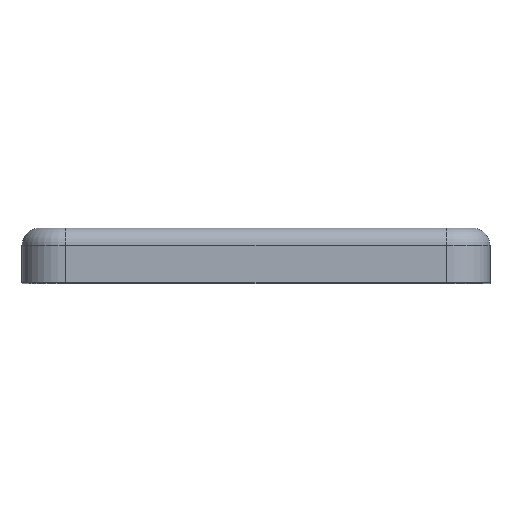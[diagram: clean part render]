
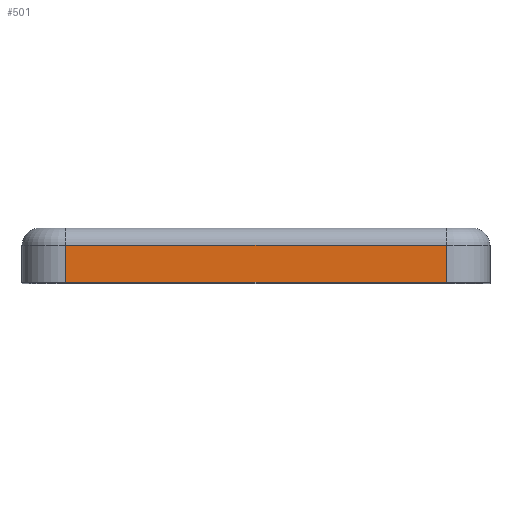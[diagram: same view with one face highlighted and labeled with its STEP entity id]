
A CAD part, top view. The second image highlights one B-rep face of the part: STEP entity #501.
In plain terms, the highlighted planar face has unit normal (0, 0, 1).
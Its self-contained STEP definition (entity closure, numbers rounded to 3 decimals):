
#13 = DIRECTION ( 'NONE',  ( 0., 0., 1. ) ) ;
#63 = VECTOR ( 'NONE', #542, 1000. ) ;
#156 = VERTEX_POINT ( 'NONE', #2042 ) ;
#270 = ORIENTED_EDGE ( 'NONE', *, *, #1014, .T. ) ;
#403 = VERTEX_POINT ( 'NONE', #816 ) ;
#446 = AXIS2_PLACEMENT_3D ( 'NONE', #455, #13, #1556 ) ;
#455 = CARTESIAN_POINT ( 'NONE',  ( -8.75, 0., 20.45 ) ) ;
#501 = ADVANCED_FACE ( 'NONE', ( #1504 ), #2409, .T. ) ;
#515 = ORIENTED_EDGE ( 'NONE', *, *, #2020, .F. ) ;
#520 = ORIENTED_EDGE ( 'NONE', *, *, #1927, .T. ) ;
#529 = CARTESIAN_POINT ( 'NONE',  ( -8.75, -2.5, 20.45 ) ) ;
#542 = DIRECTION ( 'NONE',  ( 0., -1., 0. ) ) ;
#546 = VECTOR ( 'NONE', #1659, 1000. ) ;
#616 = LINE ( 'NONE', #2278, #63 ) ;
#808 = VECTOR ( 'NONE', #2506, 1000. ) ;
#816 = CARTESIAN_POINT ( 'NONE',  ( -8.75, -0.8, 20.45 ) ) ;
#934 = VERTEX_POINT ( 'NONE', #1192 ) ;
#1014 = EDGE_CURVE ( 'NONE', #403, #2788, #616, .T. ) ;
#1026 = CARTESIAN_POINT ( 'NONE',  ( -8.75, -0.8, 20.45 ) ) ;
#1167 = CARTESIAN_POINT ( 'NONE',  ( -8.75, -2.5, 20.45 ) ) ;
#1192 = CARTESIAN_POINT ( 'NONE',  ( 8.75, -0.8, 20.45 ) ) ;
#1504 = FACE_OUTER_BOUND ( 'NONE', #2744, .T. ) ;
#1556 = DIRECTION ( 'NONE',  ( 1., 0., 0. ) ) ;
#1601 = LINE ( 'NONE', #2741, #808 ) ;
#1613 = VECTOR ( 'NONE', #2273, 1000. ) ;
#1659 = DIRECTION ( 'NONE',  ( 1., 0., 0. ) ) ;
#1927 = EDGE_CURVE ( 'NONE', #2788, #156, #2121, .T. ) ;
#2020 = EDGE_CURVE ( 'NONE', #403, #934, #2380, .T. ) ;
#2042 = CARTESIAN_POINT ( 'NONE',  ( 8.75, -2.5, 20.45 ) ) ;
#2121 = LINE ( 'NONE', #529, #1613 ) ;
#2273 = DIRECTION ( 'NONE',  ( 1., 0., 0. ) ) ;
#2278 = CARTESIAN_POINT ( 'NONE',  ( -8.75, 0., 20.45 ) ) ;
#2289 = EDGE_CURVE ( 'NONE', #934, #156, #1601, .T. ) ;
#2380 = LINE ( 'NONE', #1026, #546 ) ;
#2409 = PLANE ( 'NONE',  #446 ) ;
#2506 = DIRECTION ( 'NONE',  ( 0., -1., 0. ) ) ;
#2633 = ORIENTED_EDGE ( 'NONE', *, *, #2289, .F. ) ;
#2741 = CARTESIAN_POINT ( 'NONE',  ( 8.75, 0., 20.45 ) ) ;
#2744 = EDGE_LOOP ( 'NONE', ( #520, #2633, #515, #270 ) ) ;
#2788 = VERTEX_POINT ( 'NONE', #1167 ) ;
